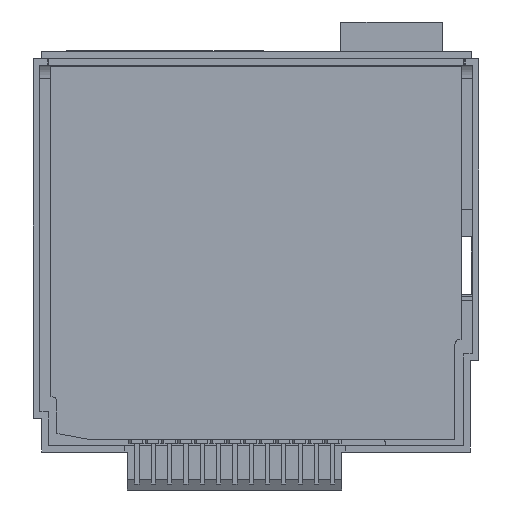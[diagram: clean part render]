
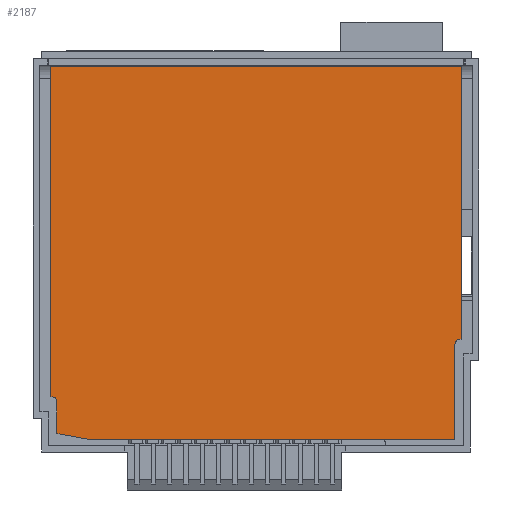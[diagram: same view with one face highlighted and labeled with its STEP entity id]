
A CAD part, front view. The second image highlights one B-rep face of the part: STEP entity #2187.
In plain terms, the highlighted planar face has unit normal (0, -1, 0).
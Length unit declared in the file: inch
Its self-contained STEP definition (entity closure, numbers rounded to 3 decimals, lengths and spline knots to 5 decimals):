
#52 = EDGE_CURVE ( 'NONE', #11284, #13940, #8948, .T. ) ;
#114 = VECTOR ( 'NONE', #4682, 39.37008 ) ;
#255 = DIRECTION ( 'NONE',  ( 0., 1., 0. ) ) ;
#647 = CARTESIAN_POINT ( 'NONE',  ( 1.2186, 0.11811, -2.37083 ) ) ;
#678 = CARTESIAN_POINT ( 'NONE',  ( 1.2186, 0.11811, -2.37083 ) ) ;
#1258 = CARTESIAN_POINT ( 'NONE',  ( -1.0239, 0.11811, -2.37083 ) ) ;
#1417 = CARTESIAN_POINT ( 'NONE',  ( -1.2489, 0.11811, -2.14083 ) ) ;
#1439 = LINE ( 'NONE', #8001, #3895 ) ;
#1452 = CARTESIAN_POINT ( 'NONE',  ( 1.2586, 0.11811, -1.75833 ) ) ;
#1513 = LINE ( 'NONE', #2849, #4771 ) ;
#1669 = EDGE_CURVE ( 'NONE', #12785, #6804, #6412, .T. ) ;
#1801 = AXIS2_PLACEMENT_3D ( 'NONE', #13988, #10084, #2451 ) ;
#2080 = CARTESIAN_POINT ( 'NONE',  ( 1.2486, 0.11811, -1.75833 ) ) ;
#2180 = ORIENTED_EDGE ( 'NONE', *, *, #10582, .T. ) ;
#2187 = ADVANCED_FACE ( 'NONE', ( #5378 ), #13590, .F. ) ;
#2451 = DIRECTION ( 'NONE',  ( 0., 0., -1. ) ) ;
#2849 = CARTESIAN_POINT ( 'NONE',  ( 1.2586, 0.11811, -1.75833 ) ) ;
#2976 = DIRECTION ( 'NONE',  ( 0., 0., 1. ) ) ;
#3021 = VECTOR ( 'NONE', #9787, 39.37008 ) ;
#3022 = ORIENTED_EDGE ( 'NONE', *, *, #52, .T. ) ;
#3396 = CARTESIAN_POINT ( 'NONE',  ( -1.2189, 0.11811, -2.33583 ) ) ;
#3415 = ORIENTED_EDGE ( 'NONE', *, *, #10554, .T. ) ;
#3646 = ORIENTED_EDGE ( 'NONE', *, *, #10409, .T. ) ;
#3880 = AXIS2_PLACEMENT_3D ( 'NONE', #12095, #16167, #14855 ) ;
#3895 = VECTOR ( 'NONE', #14417, 39.37008 ) ;
#4136 = VECTOR ( 'NONE', #8347, 39.37008 ) ;
#4154 = CARTESIAN_POINT ( 'NONE',  ( 1.2186, 0.11811, -2.37083 ) ) ;
#4406 = EDGE_CURVE ( 'NONE', #6804, #5593, #15630, .T. ) ;
#4431 = CARTESIAN_POINT ( 'NONE',  ( 1.2586, 0.11811, -0.08583 ) ) ;
#4682 = DIRECTION ( 'NONE',  ( 1., 0., 0. ) ) ;
#4771 = VECTOR ( 'NONE', #11932, 39.37008 ) ;
#5067 = VERTEX_POINT ( 'NONE', #9675 ) ;
#5139 = EDGE_CURVE ( 'NONE', #11876, #14133, #13208, .T. ) ;
#5378 = FACE_OUTER_BOUND ( 'NONE', #11515, .T. ) ;
#5422 = CARTESIAN_POINT ( 'NONE',  ( -1.2189, 0.11811, -2.14083 ) ) ;
#5593 = VERTEX_POINT ( 'NONE', #7975 ) ;
#5783 = VECTOR ( 'NONE', #10947, 39.37008 ) ;
#5796 = CARTESIAN_POINT ( 'NONE',  ( -1.2189, 0.11811, -2.33583 ) ) ;
#6412 = LINE ( 'NONE', #4431, #15138 ) ;
#6804 = VERTEX_POINT ( 'NONE', #14605 ) ;
#7207 = CIRCLE ( 'NONE', #16295, 0.03 ) ;
#7665 = EDGE_CURVE ( 'NONE', #5593, #5067, #1439, .T. ) ;
#7975 = CARTESIAN_POINT ( 'NONE',  ( -1.2589, 0.11811, -2.11083 ) ) ;
#8001 = CARTESIAN_POINT ( 'NONE',  ( -1.2589, 0.11811, -2.11083 ) ) ;
#8347 = DIRECTION ( 'NONE',  ( 0., 0., -1. ) ) ;
#8509 = ORIENTED_EDGE ( 'NONE', *, *, #1669, .T. ) ;
#8948 = CIRCLE ( 'NONE', #1801, 0.03 ) ;
#9131 = DIRECTION ( 'NONE',  ( 0., 0., -1. ) ) ;
#9219 = LINE ( 'NONE', #13369, #5783 ) ;
#9253 = VERTEX_POINT ( 'NONE', #647 ) ;
#9614 = CARTESIAN_POINT ( 'NONE',  ( -1.0239, 0.11811, -2.37083 ) ) ;
#9675 = CARTESIAN_POINT ( 'NONE',  ( -1.2489, 0.11811, -2.11083 ) ) ;
#9770 = VECTOR ( 'NONE', #2976, 39.37008 ) ;
#9787 = DIRECTION ( 'NONE',  ( 0.984, 0., -0.177 ) ) ;
#10084 = DIRECTION ( 'NONE',  ( 0., 1., 0. ) ) ;
#10173 = LINE ( 'NONE', #4154, #9770 ) ;
#10340 = ORIENTED_EDGE ( 'NONE', *, *, #7665, .T. ) ;
#10348 = ORIENTED_EDGE ( 'NONE', *, *, #15546, .T. ) ;
#10409 = EDGE_CURVE ( 'NONE', #5067, #15975, #7207, .T. ) ;
#10554 = EDGE_CURVE ( 'NONE', #13726, #12785, #1513, .T. ) ;
#10582 = EDGE_CURVE ( 'NONE', #13940, #13726, #9219, .T. ) ;
#10900 = DIRECTION ( 'NONE',  ( -1., 0., 0. ) ) ;
#10947 = DIRECTION ( 'NONE',  ( 1., 0., 0. ) ) ;
#11066 = ORIENTED_EDGE ( 'NONE', *, *, #13897, .T. ) ;
#11284 = VERTEX_POINT ( 'NONE', #14668 ) ;
#11515 = EDGE_LOOP ( 'NONE', ( #15394, #10340, #3646, #10348, #11869, #11066, #13975, #3022, #2180, #3415, #8509 ) ) ;
#11869 = ORIENTED_EDGE ( 'NONE', *, *, #5139, .T. ) ;
#11876 = VERTEX_POINT ( 'NONE', #5796 ) ;
#11932 = DIRECTION ( 'NONE',  ( 0., 0., 1. ) ) ;
#11947 = DIRECTION ( 'NONE',  ( 0., 0., -1. ) ) ;
#12058 = CARTESIAN_POINT ( 'NONE',  ( -1.2589, 0.11811, -2.11083 ) ) ;
#12095 = CARTESIAN_POINT ( 'NONE',  ( -1.2489, 0.11811, -2.14083 ) ) ;
#12785 = VERTEX_POINT ( 'NONE', #16335 ) ;
#13164 = LINE ( 'NONE', #678, #114 ) ;
#13208 = LINE ( 'NONE', #9614, #3021 ) ;
#13369 = CARTESIAN_POINT ( 'NONE',  ( 1.2586, 0.11811, -1.75833 ) ) ;
#13590 = PLANE ( 'NONE',  #3880 ) ;
#13726 = VERTEX_POINT ( 'NONE', #1452 ) ;
#13897 = EDGE_CURVE ( 'NONE', #14133, #9253, #13164, .T. ) ;
#13929 = LINE ( 'NONE', #3396, #4136 ) ;
#13940 = VERTEX_POINT ( 'NONE', #2080 ) ;
#13975 = ORIENTED_EDGE ( 'NONE', *, *, #16519, .T. ) ;
#13988 = CARTESIAN_POINT ( 'NONE',  ( 1.2486, 0.11811, -1.78833 ) ) ;
#14031 = VECTOR ( 'NONE', #11947, 39.37008 ) ;
#14133 = VERTEX_POINT ( 'NONE', #1258 ) ;
#14417 = DIRECTION ( 'NONE',  ( 1., 0., 0. ) ) ;
#14605 = CARTESIAN_POINT ( 'NONE',  ( -1.2589, 0.11811, -0.08583 ) ) ;
#14668 = CARTESIAN_POINT ( 'NONE',  ( 1.2186, 0.11811, -1.78833 ) ) ;
#14855 = DIRECTION ( 'NONE',  ( -1., 0., 0. ) ) ;
#15138 = VECTOR ( 'NONE', #10900, 39.37008 ) ;
#15394 = ORIENTED_EDGE ( 'NONE', *, *, #4406, .T. ) ;
#15546 = EDGE_CURVE ( 'NONE', #15975, #11876, #13929, .T. ) ;
#15630 = LINE ( 'NONE', #12058, #14031 ) ;
#15975 = VERTEX_POINT ( 'NONE', #5422 ) ;
#16167 = DIRECTION ( 'NONE',  ( 0., 1., 0. ) ) ;
#16295 = AXIS2_PLACEMENT_3D ( 'NONE', #1417, #255, #9131 ) ;
#16335 = CARTESIAN_POINT ( 'NONE',  ( 1.2586, 0.11811, -0.08583 ) ) ;
#16519 = EDGE_CURVE ( 'NONE', #9253, #11284, #10173, .T. ) ;
